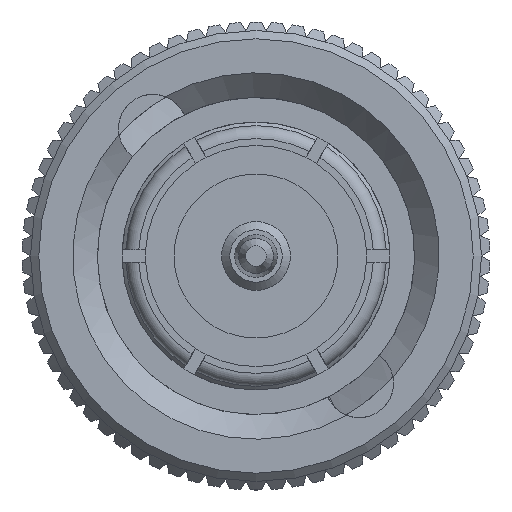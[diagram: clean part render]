
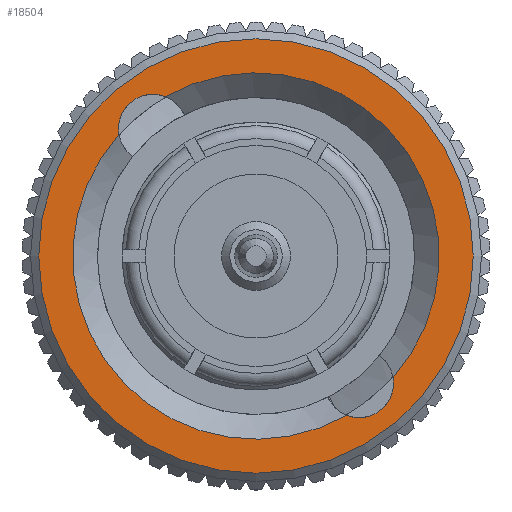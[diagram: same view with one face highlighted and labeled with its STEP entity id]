
A CAD part, left-side view. The second image highlights one B-rep face of the part: STEP entity #18504.
In plain terms, the highlighted planar face has unit normal (-1, 0, 0).
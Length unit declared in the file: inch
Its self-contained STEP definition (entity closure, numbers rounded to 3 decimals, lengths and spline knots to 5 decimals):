
#621 = FACE_OUTER_BOUND ( 'NONE', #18635, .T. ) ;
#752 = DIRECTION ( 'NONE',  ( 1., 0., 0. ) ) ;
#2128 = EDGE_CURVE ( 'NONE', #6914, #7403, #7965, .T. ) ;
#2198 = AXIS2_PLACEMENT_3D ( 'NONE', #10943, #3196, #9452 ) ;
#2505 = ORIENTED_EDGE ( 'NONE', *, *, #16880, .F. ) ;
#2537 = VERTEX_POINT ( 'NONE', #12365 ) ;
#2564 = EDGE_CURVE ( 'NONE', #7328, #2537, #10250, .T. ) ;
#3196 = DIRECTION ( 'NONE',  ( 1., 0., 0. ) ) ;
#4108 = DIRECTION ( 'NONE',  ( 0., 0., -1. ) ) ;
#4485 = DIRECTION ( 'NONE',  ( 0., 0., -1. ) ) ;
#4719 = CARTESIAN_POINT ( 'NONE',  ( 0., -0.12592, -0.15539 ) ) ;
#4920 = DIRECTION ( 'NONE',  ( -1., 0., 0. ) ) ;
#4932 = AXIS2_PLACEMENT_3D ( 'NONE', #15642, #10790, #4485 ) ;
#5232 = EDGE_LOOP ( 'NONE', ( #9410, #9156, #2505, #12264 ) ) ;
#5435 = CARTESIAN_POINT ( 'NONE',  ( 0., 0., 0. ) ) ;
#5514 = AXIS2_PLACEMENT_3D ( 'NONE', #16605, #19685, #4108 ) ;
#6325 = CARTESIAN_POINT ( 'NONE',  ( 0., 0.11042, 0.19432 ) ) ;
#6914 = VERTEX_POINT ( 'NONE', #6325 ) ;
#7328 = VERTEX_POINT ( 'NONE', #11453 ) ;
#7403 = VERTEX_POINT ( 'NONE', #11787 ) ;
#7965 = CIRCLE ( 'NONE', #2198, 0.2235 ) ;
#9156 = ORIENTED_EDGE ( 'NONE', *, *, #2564, .T. ) ;
#9369 = FACE_BOUND ( 'NONE', #5232, .T. ) ;
#9410 = ORIENTED_EDGE ( 'NONE', *, *, #10068, .F. ) ;
#9452 = DIRECTION ( 'NONE',  ( 0., 0., -1. ) ) ;
#10068 = EDGE_CURVE ( 'NONE', #7328, #7403, #17637, .T. ) ;
#10084 = CARTESIAN_POINT ( 'NONE',  ( 0., 0., 0. ) ) ;
#10250 = CIRCLE ( 'NONE', #4932, 0.2235 ) ;
#10790 = DIRECTION ( 'NONE',  ( 1., 0., 0. ) ) ;
#10928 = CIRCLE ( 'NONE', #19812, 0.265 ) ;
#10943 = CARTESIAN_POINT ( 'NONE',  ( 0., 0., 0. ) ) ;
#11096 = DIRECTION ( 'NONE',  ( 0., 0., -1. ) ) ;
#11369 = CIRCLE ( 'NONE', #5514, 0.0419 ) ;
#11453 = CARTESIAN_POINT ( 'NONE',  ( 0., -0.11042, -0.19432 ) ) ;
#11787 = CARTESIAN_POINT ( 'NONE',  ( 0., -0.16721, -0.1483 ) ) ;
#12264 = ORIENTED_EDGE ( 'NONE', *, *, #2128, .T. ) ;
#12365 = CARTESIAN_POINT ( 'NONE',  ( 0., 0.16721, 0.1483 ) ) ;
#13377 = EDGE_CURVE ( 'NONE', #19313, #19313, #10928, .T. ) ;
#14926 = DIRECTION ( 'NONE',  ( -1., 0., 0. ) ) ;
#15127 = CARTESIAN_POINT ( 'NONE',  ( 0., 0., -0.265 ) ) ;
#15642 = CARTESIAN_POINT ( 'NONE',  ( 0., 0., 0. ) ) ;
#16106 = AXIS2_PLACEMENT_3D ( 'NONE', #10084, #752, #17731 ) ;
#16332 = DIRECTION ( 'NONE',  ( 0., 0., -1. ) ) ;
#16605 = CARTESIAN_POINT ( 'NONE',  ( 0., 0.12592, 0.15539 ) ) ;
#16880 = EDGE_CURVE ( 'NONE', #6914, #2537, #11369, .T. ) ;
#17325 = ORIENTED_EDGE ( 'NONE', *, *, #13377, .T. ) ;
#17637 = CIRCLE ( 'NONE', #18194, 0.0419 ) ;
#17731 = DIRECTION ( 'NONE',  ( 0., 0., -1. ) ) ;
#18194 = AXIS2_PLACEMENT_3D ( 'NONE', #4719, #4920, #11096 ) ;
#18504 = ADVANCED_FACE ( 'NONE', ( #9369, #621 ), #19214, .F. ) ;
#18635 = EDGE_LOOP ( 'NONE', ( #17325 ) ) ;
#19214 = PLANE ( 'NONE',  #16106 ) ;
#19313 = VERTEX_POINT ( 'NONE', #15127 ) ;
#19685 = DIRECTION ( 'NONE',  ( -1., 0., 0. ) ) ;
#19812 = AXIS2_PLACEMENT_3D ( 'NONE', #5435, #14926, #16332 ) ;
